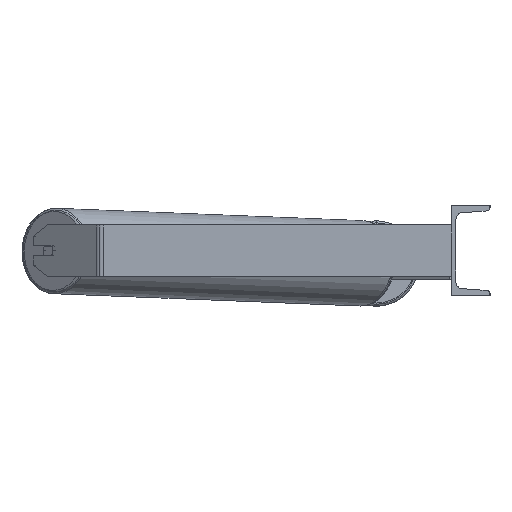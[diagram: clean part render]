
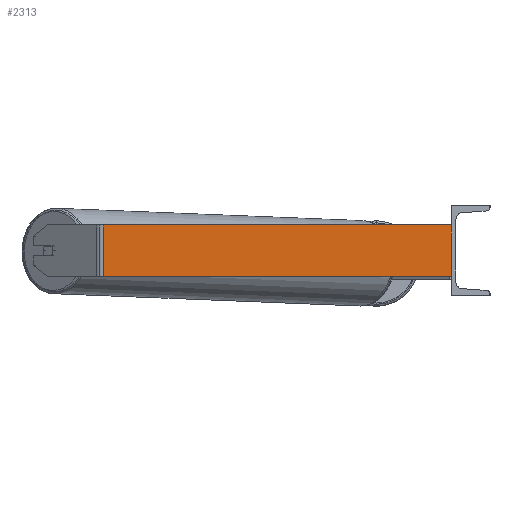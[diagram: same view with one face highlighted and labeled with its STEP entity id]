
A CAD part, left-side view. The second image highlights one B-rep face of the part: STEP entity #2313.
In plain terms, the highlighted planar face has unit normal (-1, 0, 0).
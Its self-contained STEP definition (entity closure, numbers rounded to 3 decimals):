
#165 = CARTESIAN_POINT ( 'NONE',  ( -1085., 0., -40. ) ) ;
#296 = CARTESIAN_POINT ( 'NONE',  ( -1085., 0., 40. ) ) ;
#362 = DIRECTION ( 'NONE',  ( 0., -1., 0. ) ) ;
#703 = VECTOR ( 'NONE', #362, 1000. ) ;
#1106 = CARTESIAN_POINT ( 'NONE',  ( -1085., 547.579, -40. ) ) ;
#1392 = LINE ( 'NONE', #6901, #8959 ) ;
#1403 = AXIS2_PLACEMENT_3D ( 'NONE', #5697, #7889, #4473 ) ;
#1862 = ORIENTED_EDGE ( 'NONE', *, *, #3671, .T. ) ;
#2191 = EDGE_CURVE ( 'NONE', #5551, #5967, #1392, .T. ) ;
#2313 = ADVANCED_FACE ( 'NONE', ( #5741 ), #5867, .F. ) ;
#3573 = DIRECTION ( 'NONE',  ( 0., -1., 0. ) ) ;
#3671 = EDGE_CURVE ( 'NONE', #5551, #5485, #5534, .T. ) ;
#3835 = LINE ( 'NONE', #1106, #703 ) ;
#4473 = DIRECTION ( 'NONE',  ( 0., 0., -1. ) ) ;
#4579 = ORIENTED_EDGE ( 'NONE', *, *, #8968, .F. ) ;
#4847 = DIRECTION ( 'NONE',  ( 0., 0., -1. ) ) ;
#5441 = CARTESIAN_POINT ( 'NONE',  ( -1085., 0., 40. ) ) ;
#5485 = VERTEX_POINT ( 'NONE', #7630 ) ;
#5534 = LINE ( 'NONE', #8213, #8361 ) ;
#5551 = VERTEX_POINT ( 'NONE', #6254 ) ;
#5683 = VECTOR ( 'NONE', #8670, 1000. ) ;
#5697 = CARTESIAN_POINT ( 'NONE',  ( -1085., 547.579, 40. ) ) ;
#5741 = FACE_OUTER_BOUND ( 'NONE', #8668, .T. ) ;
#5867 = PLANE ( 'NONE',  #1403 ) ;
#5967 = VERTEX_POINT ( 'NONE', #5441 ) ;
#6016 = VERTEX_POINT ( 'NONE', #165 ) ;
#6254 = CARTESIAN_POINT ( 'NONE',  ( -1085., 541.756, 40. ) ) ;
#6467 = LINE ( 'NONE', #296, #5683 ) ;
#6901 = CARTESIAN_POINT ( 'NONE',  ( -1085., 547.579, 40. ) ) ;
#7203 = ORIENTED_EDGE ( 'NONE', *, *, #8092, .T. ) ;
#7630 = CARTESIAN_POINT ( 'NONE',  ( -1085., 541.756, -40. ) ) ;
#7863 = ORIENTED_EDGE ( 'NONE', *, *, #2191, .F. ) ;
#7889 = DIRECTION ( 'NONE',  ( 1., 0., 0. ) ) ;
#8092 = EDGE_CURVE ( 'NONE', #5485, #6016, #3835, .T. ) ;
#8213 = CARTESIAN_POINT ( 'NONE',  ( -1085., 541.756, 40. ) ) ;
#8361 = VECTOR ( 'NONE', #4847, 1000. ) ;
#8668 = EDGE_LOOP ( 'NONE', ( #7203, #4579, #7863, #1862 ) ) ;
#8670 = DIRECTION ( 'NONE',  ( 0., 0., -1. ) ) ;
#8959 = VECTOR ( 'NONE', #3573, 1000. ) ;
#8968 = EDGE_CURVE ( 'NONE', #5967, #6016, #6467, .T. ) ;
